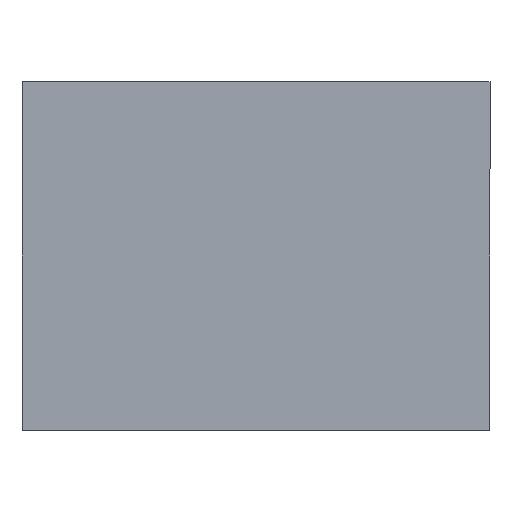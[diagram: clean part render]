
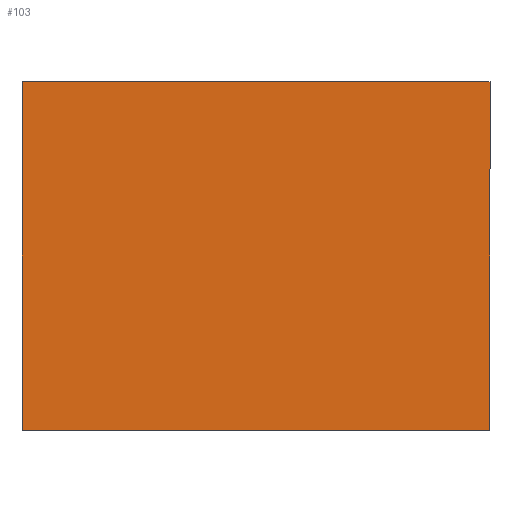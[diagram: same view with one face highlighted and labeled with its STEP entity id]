
A CAD part, front view. The second image highlights one B-rep face of the part: STEP entity #103.
In plain terms, the highlighted planar face has unit normal (0, -1, 0).
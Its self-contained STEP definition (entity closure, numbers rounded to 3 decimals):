
#5 = LINE ( 'NONE', #122, #147 ) ;
#10 = CARTESIAN_POINT ( 'NONE',  ( 301., 0., 224. ) ) ;
#22 = PLANE ( 'NONE',  #157 ) ;
#31 = EDGE_CURVE ( 'NONE', #181, #73, #82, .T. ) ;
#34 = DIRECTION ( 'NONE',  ( 1., 0., 0. ) ) ;
#38 = DIRECTION ( 'NONE',  ( 0., 1., 0. ) ) ;
#39 = VERTEX_POINT ( 'NONE', #126 ) ;
#45 = ORIENTED_EDGE ( 'NONE', *, *, #50, .F. ) ;
#50 = EDGE_CURVE ( 'NONE', #85, #181, #127, .T. ) ;
#69 = DIRECTION ( 'NONE',  ( 0., 0., 1. ) ) ;
#73 = VERTEX_POINT ( 'NONE', #185 ) ;
#74 = DIRECTION ( 'NONE',  ( -1., 0., 0. ) ) ;
#76 = VECTOR ( 'NONE', #155, 1000. ) ;
#82 = LINE ( 'NONE', #145, #76 ) ;
#85 = VERTEX_POINT ( 'NONE', #110 ) ;
#86 = DIRECTION ( 'NONE',  ( 0., 0., 1. ) ) ;
#87 = ORIENTED_EDGE ( 'NONE', *, *, #156, .F. ) ;
#89 = ORIENTED_EDGE ( 'NONE', *, *, #31, .F. ) ;
#96 = VECTOR ( 'NONE', #34, 1000. ) ;
#99 = LINE ( 'NONE', #165, #124 ) ;
#103 = ADVANCED_FACE ( 'NONE', ( #191 ), #22, .F. ) ;
#110 = CARTESIAN_POINT ( 'NONE',  ( -301., 0., 224. ) ) ;
#122 = CARTESIAN_POINT ( 'NONE',  ( -301., 0., -224. ) ) ;
#124 = VECTOR ( 'NONE', #74, 1000. ) ;
#126 = CARTESIAN_POINT ( 'NONE',  ( -301., 0., -224. ) ) ;
#127 = LINE ( 'NONE', #187, #96 ) ;
#129 = CARTESIAN_POINT ( 'NONE',  ( 0., 0., 0. ) ) ;
#143 = EDGE_CURVE ( 'NONE', #73, #39, #99, .T. ) ;
#145 = CARTESIAN_POINT ( 'NONE',  ( 301., 0., -224. ) ) ;
#147 = VECTOR ( 'NONE', #69, 1000. ) ;
#150 = EDGE_LOOP ( 'NONE', ( #89, #45, #87, #177 ) ) ;
#155 = DIRECTION ( 'NONE',  ( 0., 0., -1. ) ) ;
#156 = EDGE_CURVE ( 'NONE', #39, #85, #5, .T. ) ;
#157 = AXIS2_PLACEMENT_3D ( 'NONE', #129, #38, #86 ) ;
#165 = CARTESIAN_POINT ( 'NONE',  ( -301., 0., -224. ) ) ;
#177 = ORIENTED_EDGE ( 'NONE', *, *, #143, .F. ) ;
#181 = VERTEX_POINT ( 'NONE', #10 ) ;
#185 = CARTESIAN_POINT ( 'NONE',  ( 301., 0., -224. ) ) ;
#187 = CARTESIAN_POINT ( 'NONE',  ( -301., 0., 224. ) ) ;
#191 = FACE_OUTER_BOUND ( 'NONE', #150, .T. ) ;
